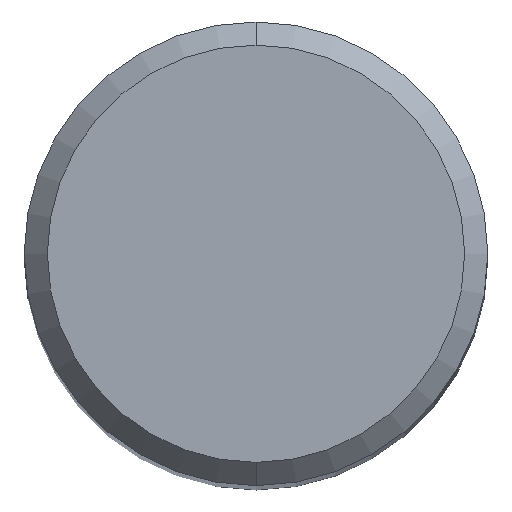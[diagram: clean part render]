
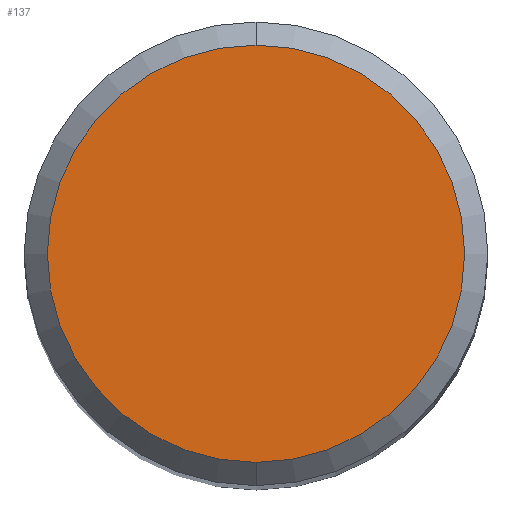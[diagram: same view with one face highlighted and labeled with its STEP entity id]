
A CAD part, top view. The second image highlights one B-rep face of the part: STEP entity #137.
In plain terms, the highlighted planar face has unit normal (0, 0, 1).
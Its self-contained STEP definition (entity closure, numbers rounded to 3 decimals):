
#127=VERTEX_POINT('',#294);
#137=ADVANCED_FACE('',(#304),#305,.T.);
#155=EDGE_CURVE('',#221,#127,#327,.T.);
#221=VERTEX_POINT('',#401);
#241=EDGE_CURVE('',#127,#221,#423,.T.);
#294=CARTESIAN_POINT('',(0.0,3.6,0.0));
#304=FACE_OUTER_BOUND('',#490,.T.);
#305=PLANE('',#491);
#327=CIRCLE('',#519,3.6);
#401=CARTESIAN_POINT('',(0.,-3.6,0.0));
#423=CIRCLE('',#642,3.6);
#490=EDGE_LOOP('',(#698,#699));
#491=AXIS2_PLACEMENT_3D('',#700,#701,#702);
#519=AXIS2_PLACEMENT_3D('',#732,#733,#734);
#642=AXIS2_PLACEMENT_3D('',#856,#857,#858);
#698=ORIENTED_EDGE('',*,*,#241,.F.);
#699=ORIENTED_EDGE('',*,*,#155,.F.);
#700=CARTESIAN_POINT('',(0.0,1.8,0.0));
#701=DIRECTION('',(-0.0,0.0,1.0));
#702=DIRECTION('',(0.0,-1.0,0.0));
#732=CARTESIAN_POINT('',(0.0,0.0,0.0));
#733=DIRECTION('',(0.0,0.0,-1.0));
#734=DIRECTION('',(0.0,1.0,0.0));
#856=CARTESIAN_POINT('',(0.0,0.0,0.0));
#857=DIRECTION('',(0.0,0.0,-1.0));
#858=DIRECTION('',(0.0,1.0,0.0));
